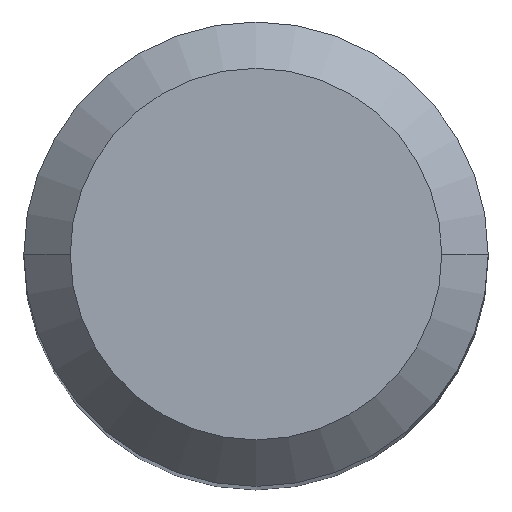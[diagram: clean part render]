
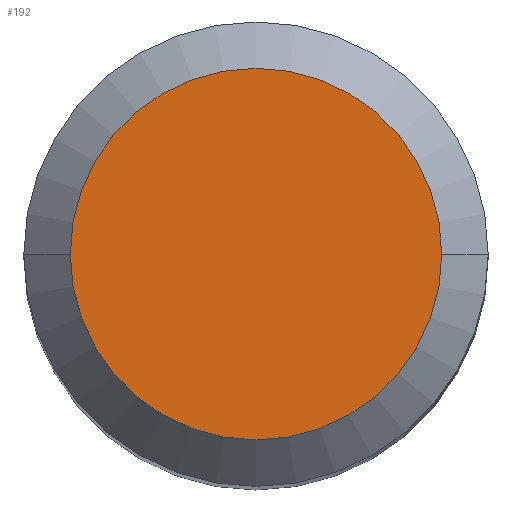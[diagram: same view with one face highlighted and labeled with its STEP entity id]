
A CAD part, top view. The second image highlights one B-rep face of the part: STEP entity #192.
In plain terms, the highlighted planar face has unit normal (0, 0, 1).
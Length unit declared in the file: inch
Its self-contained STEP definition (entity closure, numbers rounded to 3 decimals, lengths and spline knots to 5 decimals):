
#32 = DIRECTION ( 'NONE',  ( 1., 0., 0. ) ) ;
#36 = VERTEX_POINT ( 'NONE', #441 ) ;
#72 = AXIS2_PLACEMENT_3D ( 'NONE', #267, #445, #32 ) ;
#125 = AXIS2_PLACEMENT_3D ( 'NONE', #321, #357, #283 ) ;
#133 = DIRECTION ( 'NONE',  ( 0., 0., -1. ) ) ;
#168 = CARTESIAN_POINT ( 'NONE',  ( 0., 0., 0. ) ) ;
#180 = CARTESIAN_POINT ( 'NONE',  ( -0.15748, 0., 0. ) ) ;
#192 = ADVANCED_FACE ( 'NONE', ( #209 ), #247, .F. ) ;
#198 = ORIENTED_EDGE ( 'NONE', *, *, #280, .T. ) ;
#209 = FACE_OUTER_BOUND ( 'NONE', #307, .T. ) ;
#211 = AXIS2_PLACEMENT_3D ( 'NONE', #168, #133, #390 ) ;
#217 = CIRCLE ( 'NONE', #125, 0.15748 ) ;
#223 = CIRCLE ( 'NONE', #72, 0.15748 ) ;
#240 = ORIENTED_EDGE ( 'NONE', *, *, #467, .T. ) ;
#247 = PLANE ( 'NONE',  #211 ) ;
#267 = CARTESIAN_POINT ( 'NONE',  ( 0., 0., 0. ) ) ;
#280 = EDGE_CURVE ( 'NONE', #345, #36, #217, .T. ) ;
#283 = DIRECTION ( 'NONE',  ( 1., 0., 0. ) ) ;
#307 = EDGE_LOOP ( 'NONE', ( #198, #240 ) ) ;
#321 = CARTESIAN_POINT ( 'NONE',  ( 0., 0., 0. ) ) ;
#345 = VERTEX_POINT ( 'NONE', #180 ) ;
#357 = DIRECTION ( 'NONE',  ( 0., 0., 1. ) ) ;
#390 = DIRECTION ( 'NONE',  ( -1., 0., 0. ) ) ;
#441 = CARTESIAN_POINT ( 'NONE',  ( 0.15748, 0., 0. ) ) ;
#445 = DIRECTION ( 'NONE',  ( 0., 0., 1. ) ) ;
#467 = EDGE_CURVE ( 'NONE', #36, #345, #223, .T. ) ;
